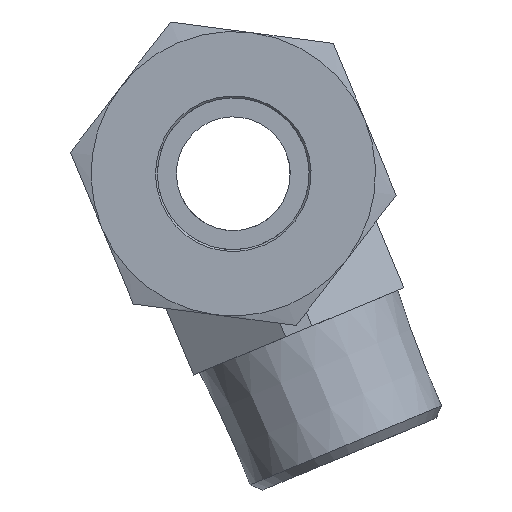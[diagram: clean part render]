
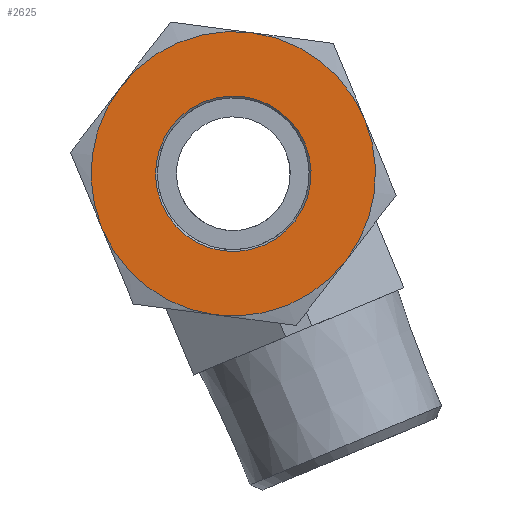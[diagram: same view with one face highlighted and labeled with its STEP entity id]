
A CAD part, front view. The second image highlights one B-rep face of the part: STEP entity #2625.
In plain terms, the highlighted face is planar.
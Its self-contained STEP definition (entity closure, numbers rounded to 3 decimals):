
#2529=CARTESIAN_POINT('',(8.2,0.,20.5));
#2530=VERTEX_POINT('',#2529);
#2531=CARTESIAN_POINT('',(0.0,0.0,20.5));
#2532=DIRECTION('',(0.0,0.0,1.0));
#2533=DIRECTION('',(-1.0,0.0,0.0));
#2534=AXIS2_PLACEMENT_3D('',#2531,#2532,#2533);
#2535=CIRCLE('',#2534,8.2);
#2536=EDGE_CURVE('',#2530,#2530,#2535,.T.);
#2561=CARTESIAN_POINT('',(0.,0.,20.5));
#2562=DIRECTION('',(0.0,0.0,1.0));
#2563=DIRECTION('',(1.0,0.0,0.0));
#2564=AXIS2_PLACEMENT_3D('',#2561,#2562,#2563);
#2565=PLANE('',#2564);
#2566=CARTESIAN_POINT('',(-7.5,-12.99,20.5));
#2567=VERTEX_POINT('',#2566);
#2568=CARTESIAN_POINT('',(7.5,-12.99,20.5));
#2569=VERTEX_POINT('',#2568);
#2570=CARTESIAN_POINT('',(0.0,0.0,20.5));
#2571=DIRECTION('',(0.0,0.0,1.0));
#2572=DIRECTION('',(-0.5,-0.866,0.0));
#2573=AXIS2_PLACEMENT_3D('',#2570,#2571,#2572);
#2574=CIRCLE('',#2573,15.);
#2575=EDGE_CURVE('',#2567,#2569,#2574,.T.);
#2576=ORIENTED_EDGE('',*,*,#2575,.T.);
#2577=CARTESIAN_POINT('',(15.0,0.,20.5));
#2578=VERTEX_POINT('',#2577);
#2579=CARTESIAN_POINT('',(0.0,0.0,20.5));
#2580=DIRECTION('',(0.0,0.0,1.0));
#2581=DIRECTION('',(-0.5,-0.866,0.0));
#2582=AXIS2_PLACEMENT_3D('',#2579,#2580,#2581);
#2583=CIRCLE('',#2582,15.);
#2584=EDGE_CURVE('',#2569,#2578,#2583,.T.);
#2585=ORIENTED_EDGE('',*,*,#2584,.T.);
#2586=CARTESIAN_POINT('',(7.5,12.99,20.5));
#2587=VERTEX_POINT('',#2586);
#2588=CARTESIAN_POINT('',(0.0,0.0,20.5));
#2589=DIRECTION('',(0.0,0.0,1.0));
#2590=DIRECTION('',(-0.5,-0.866,0.0));
#2591=AXIS2_PLACEMENT_3D('',#2588,#2589,#2590);
#2592=CIRCLE('',#2591,15.);
#2593=EDGE_CURVE('',#2578,#2587,#2592,.T.);
#2594=ORIENTED_EDGE('',*,*,#2593,.T.);
#2595=CARTESIAN_POINT('',(-7.5,12.99,20.5));
#2596=VERTEX_POINT('',#2595);
#2597=CARTESIAN_POINT('',(0.0,0.0,20.5));
#2598=DIRECTION('',(0.0,0.0,1.0));
#2599=DIRECTION('',(-0.5,-0.866,0.0));
#2600=AXIS2_PLACEMENT_3D('',#2597,#2598,#2599);
#2601=CIRCLE('',#2600,15.);
#2602=EDGE_CURVE('',#2587,#2596,#2601,.T.);
#2603=ORIENTED_EDGE('',*,*,#2602,.T.);
#2604=CARTESIAN_POINT('',(-15.0,0.0,20.5));
#2605=VERTEX_POINT('',#2604);
#2606=CARTESIAN_POINT('',(0.0,0.0,20.5));
#2607=DIRECTION('',(0.0,0.0,1.0));
#2608=DIRECTION('',(-0.5,-0.866,0.0));
#2609=AXIS2_PLACEMENT_3D('',#2606,#2607,#2608);
#2610=CIRCLE('',#2609,15.);
#2611=EDGE_CURVE('',#2596,#2605,#2610,.T.);
#2612=ORIENTED_EDGE('',*,*,#2611,.T.);
#2613=CARTESIAN_POINT('',(0.0,0.0,20.5));
#2614=DIRECTION('',(0.0,0.0,1.0));
#2615=DIRECTION('',(-0.5,-0.866,0.0));
#2616=AXIS2_PLACEMENT_3D('',#2613,#2614,#2615);
#2617=CIRCLE('',#2616,15.);
#2618=EDGE_CURVE('',#2605,#2567,#2617,.T.);
#2619=ORIENTED_EDGE('',*,*,#2618,.T.);
#2620=EDGE_LOOP('',(#2576,#2585,#2594,#2603,#2612,#2619));
#2621=FACE_OUTER_BOUND('',#2620,.T.);
#2622=ORIENTED_EDGE('',*,*,#2536,.F.);
#2623=EDGE_LOOP('',(#2622));
#2624=FACE_BOUND('',#2623,.T.);
#2625=ADVANCED_FACE('',(#2621,#2624),#2565,.T.);
